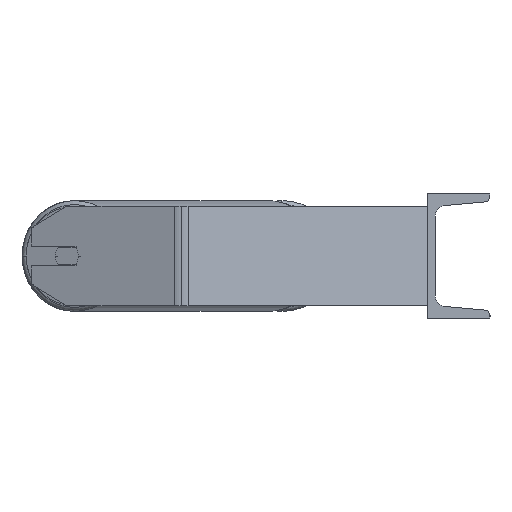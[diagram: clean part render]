
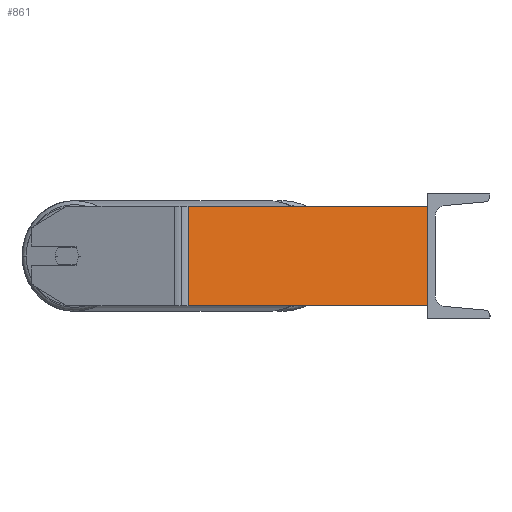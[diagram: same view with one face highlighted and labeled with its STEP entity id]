
A CAD part, left-side view. The second image highlights one B-rep face of the part: STEP entity #861.
In plain terms, the highlighted planar face has unit normal (-0.94, -0.342, 0).
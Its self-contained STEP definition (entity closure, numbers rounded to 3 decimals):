
#278 = LINE ( 'NONE', #1050, #2037 ) ;
#426 = CARTESIAN_POINT ( 'NONE',  ( -757.024, 197.885, 40. ) ) ;
#479 = DIRECTION ( 'NONE',  ( 0., 0., -1. ) ) ;
#861 = ADVANCED_FACE ( 'NONE', ( #6383 ), #7120, .F. ) ;
#1047 = CARTESIAN_POINT ( 'NONE',  ( -755.033, 192.413, -40. ) ) ;
#1050 = CARTESIAN_POINT ( 'NONE',  ( -755.033, 192.413, 40. ) ) ;
#1144 = LINE ( 'NONE', #426, #2413 ) ;
#1626 = EDGE_CURVE ( 'NONE', #6922, #7192, #3299, .T. ) ;
#1681 = DIRECTION ( 'NONE',  ( 0., 0., -1. ) ) ;
#1888 = VECTOR ( 'NONE', #479, 1000. ) ;
#1902 = DIRECTION ( 'NONE',  ( 0.342, -0.94, 0. ) ) ;
#2037 = VECTOR ( 'NONE', #1681, 1000. ) ;
#2413 = VECTOR ( 'NONE', #3961, 1000. ) ;
#3198 = ORIENTED_EDGE ( 'NONE', *, *, #3690, .F. ) ;
#3299 = LINE ( 'NONE', #8796, #6869 ) ;
#3327 = LINE ( 'NONE', #5384, #1888 ) ;
#3690 = EDGE_CURVE ( 'NONE', #7402, #7192, #3327, .T. ) ;
#3961 = DIRECTION ( 'NONE',  ( 0.342, -0.94, 0. ) ) ;
#4047 = EDGE_CURVE ( 'NONE', #4974, #6922, #278, .T. ) ;
#4466 = CARTESIAN_POINT ( 'NONE',  ( -685., 0., -40. ) ) ;
#4782 = ORIENTED_EDGE ( 'NONE', *, *, #6378, .F. ) ;
#4974 = VERTEX_POINT ( 'NONE', #6278 ) ;
#5086 = CARTESIAN_POINT ( 'NONE',  ( -757.024, 197.885, 40. ) ) ;
#5281 = ORIENTED_EDGE ( 'NONE', *, *, #1626, .T. ) ;
#5384 = CARTESIAN_POINT ( 'NONE',  ( -685., 0., 40. ) ) ;
#6278 = CARTESIAN_POINT ( 'NONE',  ( -755.033, 192.413, 40. ) ) ;
#6378 = EDGE_CURVE ( 'NONE', #4974, #7402, #1144, .T. ) ;
#6383 = FACE_OUTER_BOUND ( 'NONE', #7965, .T. ) ;
#6869 = VECTOR ( 'NONE', #1902, 1000. ) ;
#6922 = VERTEX_POINT ( 'NONE', #1047 ) ;
#7120 = PLANE ( 'NONE',  #8047 ) ;
#7192 = VERTEX_POINT ( 'NONE', #4466 ) ;
#7402 = VERTEX_POINT ( 'NONE', #8892 ) ;
#7965 = EDGE_LOOP ( 'NONE', ( #5281, #3198, #4782, #8889 ) ) ;
#8047 = AXIS2_PLACEMENT_3D ( 'NONE', #5086, #8535, #8486 ) ;
#8486 = DIRECTION ( 'NONE',  ( -0.342, 0.94, 0. ) ) ;
#8535 = DIRECTION ( 'NONE',  ( 0.94, 0.342, 0. ) ) ;
#8796 = CARTESIAN_POINT ( 'NONE',  ( -757.024, 197.885, -40. ) ) ;
#8889 = ORIENTED_EDGE ( 'NONE', *, *, #4047, .T. ) ;
#8892 = CARTESIAN_POINT ( 'NONE',  ( -685., 0., 40. ) ) ;
